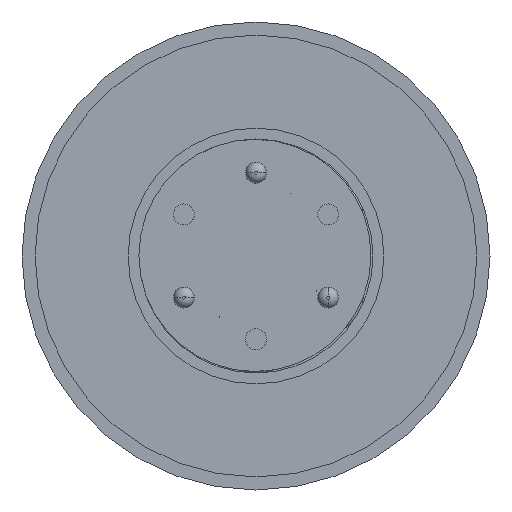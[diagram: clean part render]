
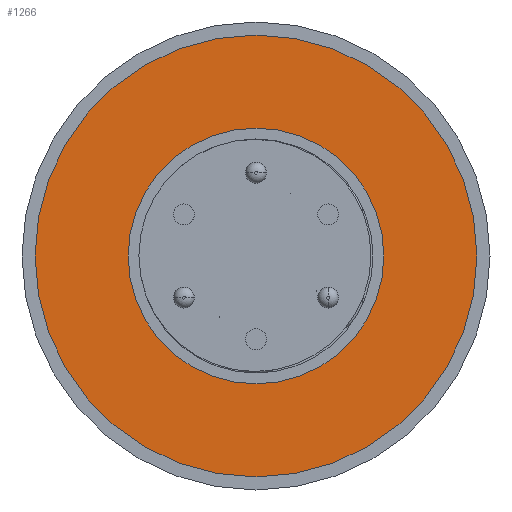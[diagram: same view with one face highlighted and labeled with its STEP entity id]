
A CAD part, left-side view. The second image highlights one B-rep face of the part: STEP entity #1266.
In plain terms, the highlighted planar face has unit normal (-1, 0, 0).
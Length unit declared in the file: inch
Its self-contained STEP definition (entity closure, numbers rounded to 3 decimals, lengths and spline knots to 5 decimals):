
#316 = FACE_OUTER_BOUND ( 'NONE', #6447, .T. ) ;
#320 = FACE_BOUND ( 'NONE', #6445, .T. ) ;
#718 = CIRCLE ( 'NONE', #4111, 0.59 ) ;
#754 = CIRCLE ( 'NONE', #5768, 0.59 ) ;
#756 = CIRCLE ( 'NONE', #5766, 0.3415 ) ;
#793 = CIRCLE ( 'NONE', #5750, 0.3415 ) ;
#1266 = ADVANCED_FACE ( 'NONE', ( #320, #316 ), #3656, .F. ) ;
#1826 = VERTEX_POINT ( 'NONE', #2761 ) ;
#1994 = VERTEX_POINT ( 'NONE', #2926 ) ;
#2018 = VERTEX_POINT ( 'NONE', #2950 ) ;
#2075 = VERTEX_POINT ( 'NONE', #3007 ) ;
#2761 = CARTESIAN_POINT ( 'NONE',  ( 0., 0., -0.3415 ) ) ;
#2926 = CARTESIAN_POINT ( 'NONE',  ( 0., 0., 0.59 ) ) ;
#2950 = CARTESIAN_POINT ( 'NONE',  ( 0., 0., -0.59 ) ) ;
#3007 = CARTESIAN_POINT ( 'NONE',  ( 0., 0., 0.3415 ) ) ;
#3648 = DIRECTION ( 'NONE',  ( 0., 0., -1. ) ) ;
#3649 = DIRECTION ( 'NONE',  ( 1., 0., 0. ) ) ;
#3654 = CARTESIAN_POINT ( 'NONE',  ( 0., 0.59, 0. ) ) ;
#3656 = PLANE ( 'NONE',  #5183 ) ;
#4008 = EDGE_CURVE ( 'NONE', #2075, #1826, #793, .T. ) ;
#4034 = EDGE_CURVE ( 'NONE', #1826, #2075, #756, .T. ) ;
#4038 = EDGE_CURVE ( 'NONE', #1994, #2018, #754, .T. ) ;
#4078 = EDGE_CURVE ( 'NONE', #2018, #1994, #718, .T. ) ;
#4111 = AXIS2_PLACEMENT_3D ( 'NONE', #7042, #7043, #7044 ) ;
#5183 = AXIS2_PLACEMENT_3D ( 'NONE', #3654, #3649, #3648 ) ;
#5750 = AXIS2_PLACEMENT_3D ( 'NONE', #6897, #6898, #6899 ) ;
#5766 = AXIS2_PLACEMENT_3D ( 'NONE', #6968, #6969, #6970 ) ;
#5768 = AXIS2_PLACEMENT_3D ( 'NONE', #6978, #6979, #6980 ) ;
#6287 = ORIENTED_EDGE ( 'NONE', *, *, #4078, .T. ) ;
#6288 = ORIENTED_EDGE ( 'NONE', *, *, #4038, .T. ) ;
#6289 = ORIENTED_EDGE ( 'NONE', *, *, #4034, .F. ) ;
#6290 = ORIENTED_EDGE ( 'NONE', *, *, #4008, .F. ) ;
#6445 = EDGE_LOOP ( 'NONE', ( #6290, #6289 ) ) ;
#6447 = EDGE_LOOP ( 'NONE', ( #6288, #6287 ) ) ;
#6897 = CARTESIAN_POINT ( 'NONE',  ( 0., 0., 0. ) ) ;
#6898 = DIRECTION ( 'NONE',  ( -1., 0., 0. ) ) ;
#6899 = DIRECTION ( 'NONE',  ( 0., 0., 1. ) ) ;
#6968 = CARTESIAN_POINT ( 'NONE',  ( 0., 0., 0. ) ) ;
#6969 = DIRECTION ( 'NONE',  ( -1., 0., 0. ) ) ;
#6970 = DIRECTION ( 'NONE',  ( 0., 0., 1. ) ) ;
#6978 = CARTESIAN_POINT ( 'NONE',  ( 0., 0., 0. ) ) ;
#6979 = DIRECTION ( 'NONE',  ( -1., 0., 0. ) ) ;
#6980 = DIRECTION ( 'NONE',  ( 0., 0., 1. ) ) ;
#7042 = CARTESIAN_POINT ( 'NONE',  ( 0., 0., 0. ) ) ;
#7043 = DIRECTION ( 'NONE',  ( -1., 0., 0. ) ) ;
#7044 = DIRECTION ( 'NONE',  ( 0., 0., 1. ) ) ;
